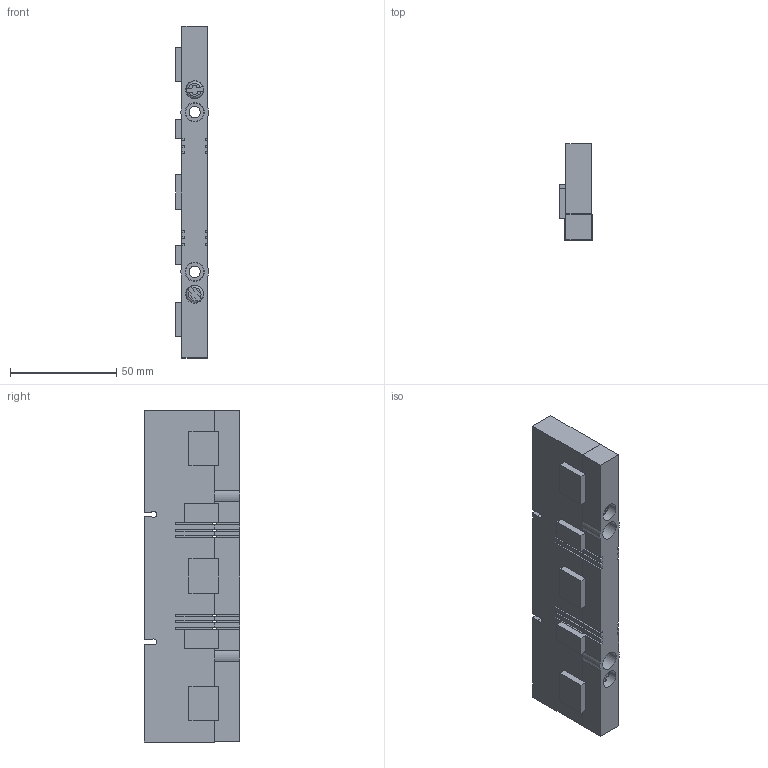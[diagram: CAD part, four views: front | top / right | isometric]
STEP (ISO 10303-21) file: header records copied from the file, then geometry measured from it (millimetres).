
FILE_DESCRIPTION((''),'2;1');
FILE_NAME('ZEI_ART_3DSTP_01272.stp','2013-06-13T11:32:12',('Alois Weiner'),(''),'Autodesk Inventor 2013','Autodesk Inventor 2013','');
FILE_SCHEMA(('AUTOMOTIVE_DESIGN { 1 0 10303 214 1 1 1 1 }'));
Length unit declared in the file: millimetre
Products named in the file (4): 01272000; 79817000; 79832000; 80148000
Assembly tree (4 placements, depth 2):
  01272000
    79817000
    79832000
    80148000  x2
Bounding box: 15.48 x 45.1 x 156 mm (x, y, z)
Volume: 68665.6 mm3; surface area: 36591.4 mm2
Topology: 4 solids, 11 shells, 348 faces, 922 edges, 612 vertices
Faces by surface type: plane 294, cylinder 50, torus 4
Full cylindrical faces by diameter (mm): 3 x4, 4 x2, 5 x2, 5.3 x2, 7 x8, 8 x2, 8.5 x4, 9 x2
Entity records: 10133 total; most frequent: CARTESIAN_POINT 1801, ORIENTED_EDGE 1698, DIRECTION 1624, EDGE_CURVE 849, VECTOR 740, LINE 740, VERTEX_POINT 579, AXIS2_PLACEMENT_3D 442
